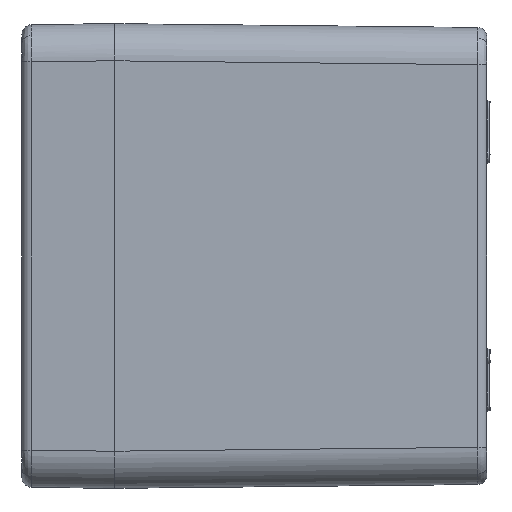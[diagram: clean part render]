
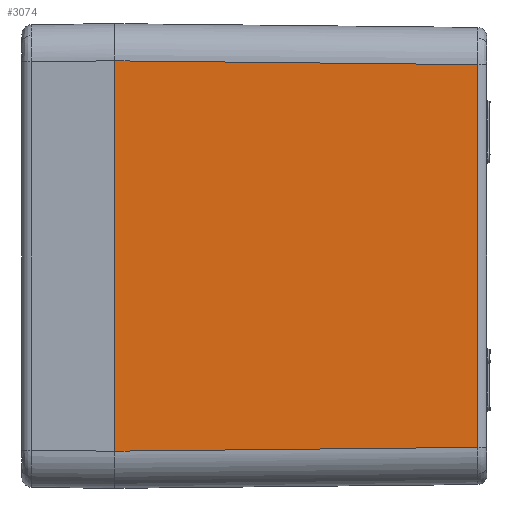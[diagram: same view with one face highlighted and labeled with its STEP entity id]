
A CAD part, left-side view. The second image highlights one B-rep face of the part: STEP entity #3074.
In plain terms, the highlighted planar face has unit normal (-1, -0.011, 0).
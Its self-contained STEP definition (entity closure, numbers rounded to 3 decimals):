
#1787 = VERTEX_POINT ( 'NONE', #9147 ) ;
#3004 = VERTEX_POINT ( 'NONE', #13698 ) ;
#3030 = EDGE_CURVE ( 'NONE', #3031, #3004, #13647, .T. ) ;
#3031 = VERTEX_POINT ( 'NONE', #13643 ) ;
#3074 = ADVANCED_FACE ( 'NONE', ( #13743 ), #13741, .T. ) ;
#3075 = EDGE_LOOP ( 'NONE', ( #3126, #3128, #3130, #3132 ) ) ;
#3076 = VERTEX_POINT ( 'NONE', #13707 ) ;
#3126 = ORIENTED_EDGE ( 'NONE', *, *, #3127, .T. ) ;
#3127 = EDGE_CURVE ( 'NONE', #3004, #3076, #18045, .T. ) ;
#3128 = ORIENTED_EDGE ( 'NONE', *, *, #3129, .T. ) ;
#3129 = EDGE_CURVE ( 'NONE', #3076, #1787, #18041, .T. ) ;
#3130 = ORIENTED_EDGE ( 'NONE', *, *, #3131, .T. ) ;
#3131 = EDGE_CURVE ( 'NONE', #1787, #3031, #18037, .T. ) ;
#3132 = ORIENTED_EDGE ( 'NONE', *, *, #3030, .T. ) ;
#9147 = CARTESIAN_POINT ( 'NONE',  ( -94.369, -58.216, 30.87 ) ) ;
#13643 = CARTESIAN_POINT ( 'NONE',  ( -94.982, 0.3, 31.483 ) ) ;
#13644 = DIRECTION ( 'NONE',  ( 0., 0., -1. ) ) ;
#13645 = VECTOR ( 'NONE', #13644, 1000. ) ;
#13646 = CARTESIAN_POINT ( 'NONE',  ( -94.982, 0.3, -37.5 ) ) ;
#13647 = LINE ( 'NONE', #13646, #13645 ) ;
#13698 = CARTESIAN_POINT ( 'NONE',  ( -94.982, 0.3, -31.483 ) ) ;
#13707 = CARTESIAN_POINT ( 'NONE',  ( -94.369, -58.216, -30.87 ) ) ;
#13708 = DIRECTION ( 'NONE',  ( 0.01, -1., 0. ) ) ;
#13709 = DIRECTION ( 'NONE',  ( -1., -0.01, 0. ) ) ;
#13740 = CARTESIAN_POINT ( 'NONE',  ( -95., 2., -37.5 ) ) ;
#13741 = PLANE ( 'NONE',  #13742 ) ;
#13742 = AXIS2_PLACEMENT_3D ( 'NONE', #13740, #13709, #13708 ) ;
#13743 = FACE_OUTER_BOUND ( 'NONE', #3075, .T. ) ;
#18034 = DIRECTION ( 'NONE',  ( -0.01, 1., 0.01 ) ) ;
#18035 = VECTOR ( 'NONE', #18034, 1000. ) ;
#18036 = CARTESIAN_POINT ( 'NONE',  ( -94.992, 1.278, 31.493 ) ) ;
#18037 = LINE ( 'NONE', #18036, #18035 ) ;
#18038 = DIRECTION ( 'NONE',  ( 0., 0., 1. ) ) ;
#18039 = VECTOR ( 'NONE', #18038, 1000. ) ;
#18040 = CARTESIAN_POINT ( 'NONE',  ( -94.369, -58.216, 30.854 ) ) ;
#18041 = LINE ( 'NONE', #18040, #18039 ) ;
#18042 = DIRECTION ( 'NONE',  ( 0.01, -1., 0.01 ) ) ;
#18043 = VECTOR ( 'NONE', #18042, 1000. ) ;
#18044 = CARTESIAN_POINT ( 'NONE',  ( -95.001, 2.063, -31.501 ) ) ;
#18045 = LINE ( 'NONE', #18044, #18043 ) ;
